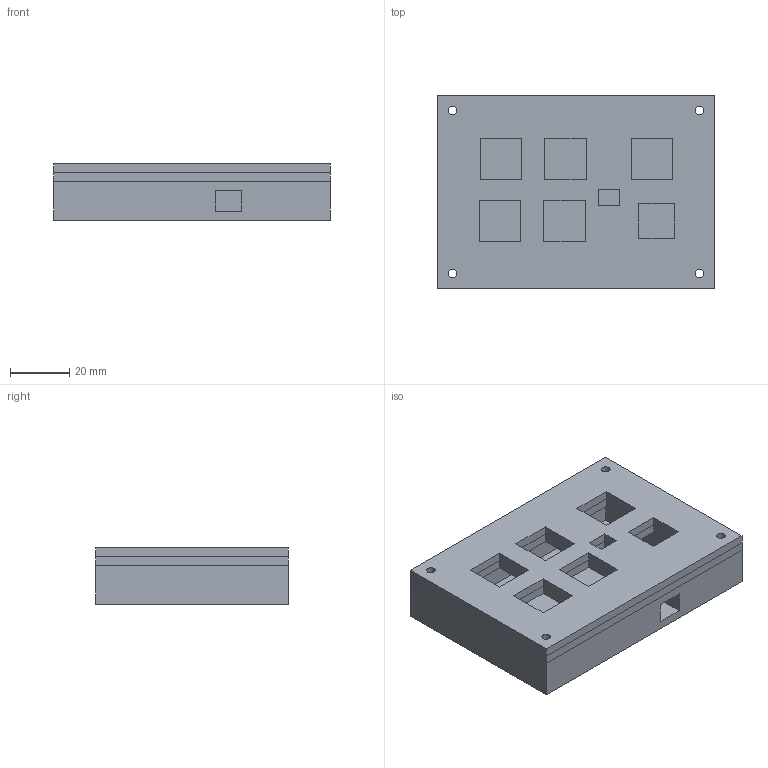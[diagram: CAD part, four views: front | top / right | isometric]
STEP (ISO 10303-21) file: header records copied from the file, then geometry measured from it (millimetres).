
FILE_DESCRIPTION(/* description */ ('STEP AP242','CAx-IF Rec.Pracs.---Representation and Presentation of Product Manufacturing Information (PMI)---4.0---2014-10-13','CAx-IF Rec.Pracs.---3D Tessellated Geometry---0.4---2014-09-14','2;1'),/* implementation_level */ '2;1');
FILE_NAME(/* name */ '670cc570bce6f9157f81b49a',/* time_stamp */ '2024-10-14T07:17:05Z',/* author */ (''),/* organization */ (''),/* preprocessor_version */ 'ST-DEVELOPER v20',/* originating_system */ ' ',/* authorisation */ ' ');
FILE_SCHEMA (('AP242_MANAGED_MODEL_BASED_3D_ENGINEERING_MIM_LF { 1 0 10303 442 1 1 4 }'));
Length unit declared in the file: metre
Products named in the file (3): Part 2; Part 1; Part 3
Bounding box: 93.5 x 65 x 19 mm (x, y, z)
Volume: 74092.7 mm3; surface area: 43174.8 mm2
Topology: 3 solids, 3 shells, 102 faces, 276 edges, 184 vertices
Faces by surface type: plane 86, cylinder 16
Full cylindrical faces by diameter (mm): 2.9 x12, 5.68 x4
Entity records: 3274 total; most frequent: CARTESIAN_POINT 549, ORIENTED_EDGE 520, DIRECTION 502, EDGE_CURVE 260, LINE 228, VECTOR 228, VERTEX_POINT 184, EDGE_LOOP 176
